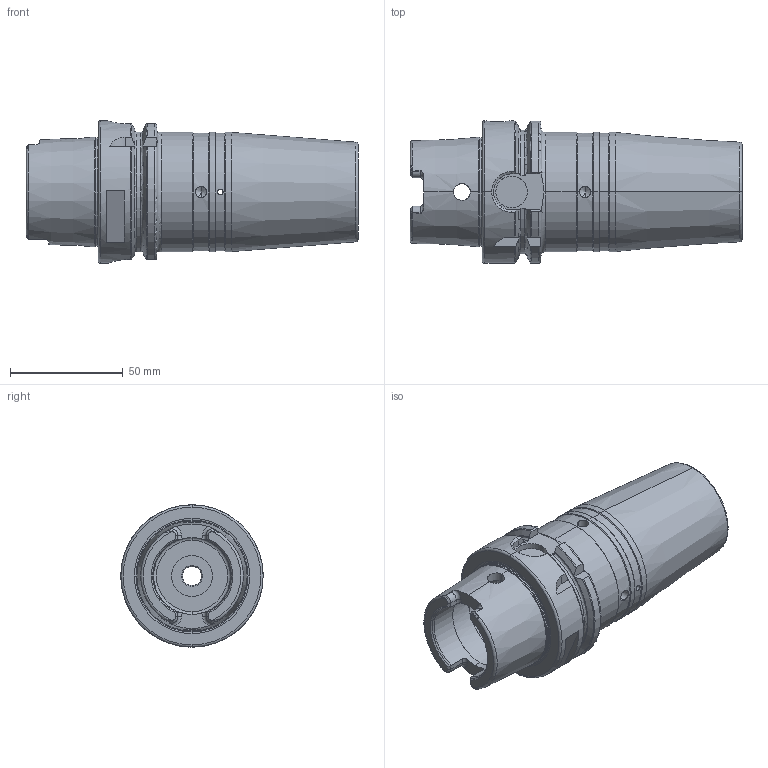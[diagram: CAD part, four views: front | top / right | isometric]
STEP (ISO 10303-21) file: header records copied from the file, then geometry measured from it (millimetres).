
FILE_DESCRIPTION (( 'STEP AP203' ), '1' );
FILE_NAME ('HA63A260-25115HP1.STEP', '2020-12-29T03:22:31', ( 'user' ), ( '' ), 'SwSTEP 2.0', 'SolidWorks 2013', '' );
FILE_SCHEMA (( 'CONFIG_CONTROL_DESIGN' ));
Length unit declared in the file: millimetre
Products named in the file (1): HA63A260-25115HP1
Bounding box: 147 x 63 x 63 mm (x, y, z)
Volume: 218736.9 mm3; surface area: 43215.4 mm2
Topology: 1 solids, 1 shells, 254 faces, 651 edges, 392 vertices
Faces by surface type: cylinder 78, plane 69, cone 52, torus 39, bspline 16
Entity records: 9500 total; most frequent: CARTESIAN_POINT 3621, ORIENTED_EDGE 1286, DIRECTION 1129, EDGE_CURVE 643, AXIS2_PLACEMENT_3D 454, VERTEX_POINT 392, EDGE_LOOP 269, ADVANCED_FACE 254
